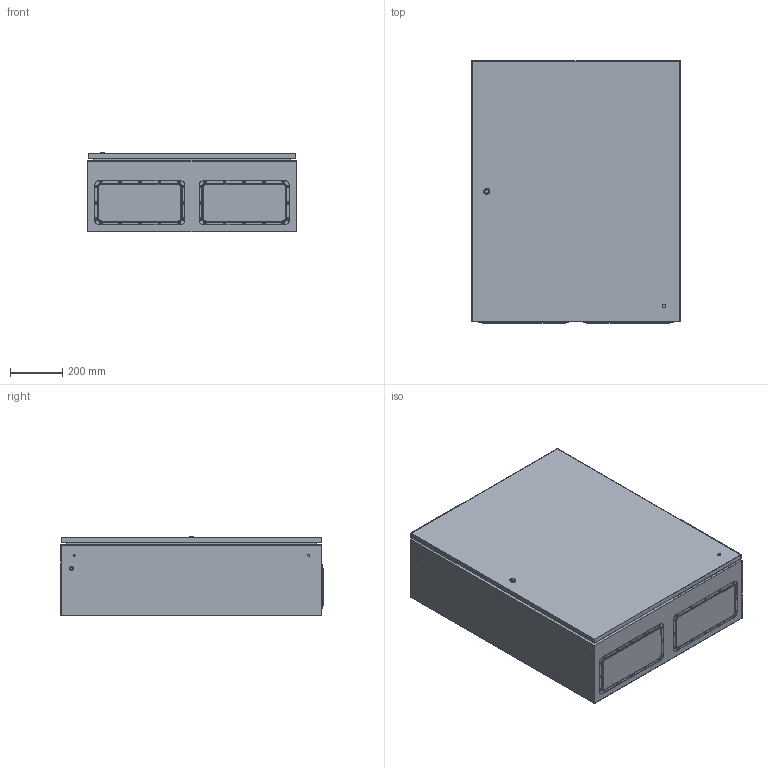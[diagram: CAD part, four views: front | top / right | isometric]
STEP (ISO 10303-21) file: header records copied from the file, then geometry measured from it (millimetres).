
FILE_DESCRIPTION (( 'STEP AP203' ), '1' );
FILE_NAME ('TI5-10-N-100-080-030-66_TITAN5 ﾙﾌﾏ-100.80.30 ﾓﾕﾋ1 IP66 IEK.STEP', '2022-12-05T09:33:41', ( '' ), ( '' ), 'SwSTEP 2.0', 'SolidWorks 2022', '' );
FILE_SCHEMA (( 'CONFIG_CONTROL_DESIGN' ));
Length unit declared in the file: millimetre
Products named in the file (7): TI5-10-N-100-080-030-66_TITAN5 ЩМП-100.80.30 УХЛ1 IP66 IEK; Obolochka_SHMP_ShNP_100.80.30; Mont.Panel_1000x800; Dver_100.800; Gaika_6; Kryshka1_350x175; Винт_резьбовыдавливающий_М4х9
Assembly tree (41 placements, depth 2):
  TI5-10-N-100-080-030-66_TITAN5 ЩМП-100.80.30 УХЛ1 IP66 IEK
    Obolochka_SHMP_ShNP_100.80.30
    Mont.Panel_1000x800
    Dver_100.800
    Gaika_6  x4
    Kryshka1_350x175  x2
    Винт_резьбовыдавливающий_М4х9  x32
Bounding box: 800 x 1004.5 x 304.5 mm (x, y, z)
Volume: 4060370.4 mm3; surface area: 7234410.8 mm2
Topology: 47 solids, 47 shells, 2453 faces, 6308 edges, 4228 vertices
Faces by surface type: plane 1699, cylinder 490, torus 96, bspline 64, sphere 64, cone 40
Entity records: 42829 total; most frequent: CARTESIAN_POINT 7621, ORIENTED_EDGE 6800, DIRECTION 6672, EDGE_CURVE 3400, VECTOR 2942, LINE 2942, VERTEX_POINT 2238, AXIS2_PLACEMENT_3D 1865
